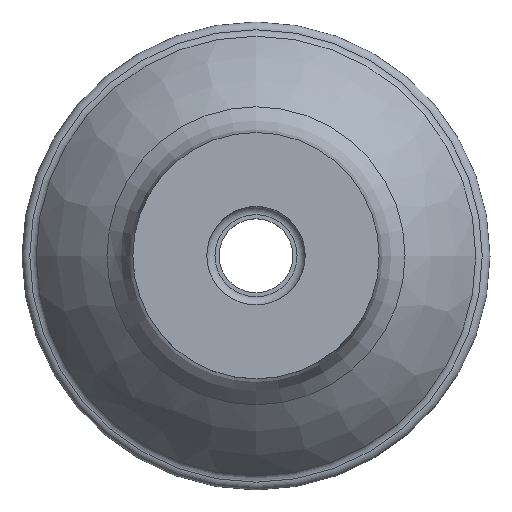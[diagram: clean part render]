
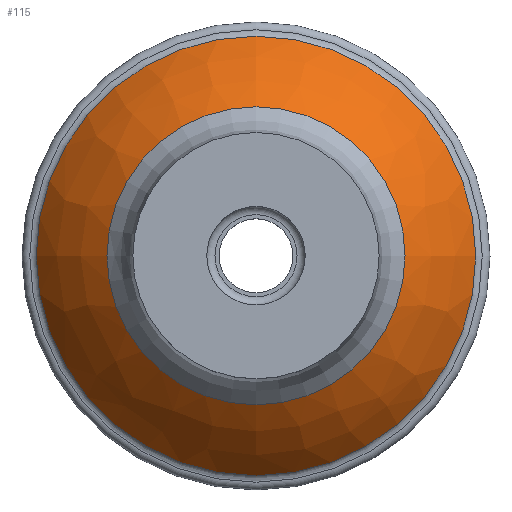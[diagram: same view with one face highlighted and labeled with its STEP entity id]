
A CAD part, top view. The second image highlights one B-rep face of the part: STEP entity #115.
In plain terms, the highlighted free-form (B-spline) face has degree [3, 3] with [4, 7] control points.
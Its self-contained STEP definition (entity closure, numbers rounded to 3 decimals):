
#115 = ADVANCED_FACE( '', ( #217, #218 ), #219, .T. );
#217 = FACE_OUTER_BOUND( '', #541, .T. );
#218 = FACE_OUTER_BOUND( '', #542, .T. );
#219 = ( B_SPLINE_SURFACE( 3, 3, ( ( #544, #545, #546, #547, #548, #549, #550 ), ( #551, #552, #553, #554, #555, #556, #557 ), ( #558, #559, #560, #561, #562, #563, #564 ), ( #565, #566, #567, #568, #569, #570, #571 ) ), .UNSPECIFIED., .F., .T., .F. )B_SPLINE_SURFACE_WITH_KNOTS( ( 4, 4 ), ( 4, 3, 4 ), ( 0., 6.283 ), ( -0.92, -0.742, -0.564 ), .UNSPECIFIED. )RATIONAL_B_SPLINE_SURFACE( ( ( 1., 0.333, 0.333, 1., 0.333, 0.333, 1. ), ( 0.989, 0.33, 0.33, 0.989, 0.33, 0.33, 0.989 ), ( 0.989, 0.33, 0.33, 0.989, 0.33, 0.33, 0.989 ), ( 1., 0.333, 0.333, 1., 0.333, 0.333, 1. ) ) )BOUNDED_SURFACE(  )REPRESENTATION_ITEM( '' )GEOMETRIC_REPRESENTATION_ITEM(  )SURFACE(  ) );
#541 = EDGE_LOOP( '', ( #837 ) );
#542 = EDGE_LOOP( '', ( #838 ) );
#544 = CARTESIAN_POINT( '', ( -13.38, 0., 1.231 ) );
#545 = CARTESIAN_POINT( '', ( -13.38, 26.76, 1.231 ) );
#546 = CARTESIAN_POINT( '', ( 13.38, 26.76, 1.231 ) );
#547 = CARTESIAN_POINT( '', ( 13.38, 0., 1.231 ) );
#548 = CARTESIAN_POINT( '', ( 13.38, -26.76, 1.231 ) );
#549 = CARTESIAN_POINT( '', ( -13.38, -26.76, 1.231 ) );
#550 = CARTESIAN_POINT( '', ( -13.38, 0., 1.231 ) );
#551 = CARTESIAN_POINT( '', ( -12.233, 0., 3.045 ) );
#552 = CARTESIAN_POINT( '', ( -12.233, 24.466, 3.045 ) );
#553 = CARTESIAN_POINT( '', ( 12.233, 24.466, 3.045 ) );
#554 = CARTESIAN_POINT( '', ( 12.233, 0., 3.045 ) );
#555 = CARTESIAN_POINT( '', ( 12.233, -24.466, 3.045 ) );
#556 = CARTESIAN_POINT( '', ( -12.233, -24.466, 3.045 ) );
#557 = CARTESIAN_POINT( '', ( -12.233, 0., 3.045 ) );
#558 = CARTESIAN_POINT( '', ( -10.783, 0., 4.626 ) );
#559 = CARTESIAN_POINT( '', ( -10.783, 21.566, 4.626 ) );
#560 = CARTESIAN_POINT( '', ( 10.783, 21.566, 4.626 ) );
#561 = CARTESIAN_POINT( '', ( 10.783, 0., 4.626 ) );
#562 = CARTESIAN_POINT( '', ( 10.783, -21.566, 4.626 ) );
#563 = CARTESIAN_POINT( '', ( -10.783, -21.566, 4.626 ) );
#564 = CARTESIAN_POINT( '', ( -10.783, 0., 4.626 ) );
#565 = CARTESIAN_POINT( '', ( -9.076, 0., 5.926 ) );
#566 = CARTESIAN_POINT( '', ( -9.076, 18.152, 5.926 ) );
#567 = CARTESIAN_POINT( '', ( 9.076, 18.152, 5.926 ) );
#568 = CARTESIAN_POINT( '', ( 9.076, 0., 5.926 ) );
#569 = CARTESIAN_POINT( '', ( 9.076, -18.152, 5.926 ) );
#570 = CARTESIAN_POINT( '', ( -9.076, -18.152, 5.926 ) );
#571 = CARTESIAN_POINT( '', ( -9.076, 0., 5.926 ) );
#837 = ORIENTED_EDGE( '', *, *, #954, .T. );
#838 = ORIENTED_EDGE( '', *, *, #957, .T. );
#954 = EDGE_CURVE( '', #1093, #1093, #1094, .F. );
#957 = EDGE_CURVE( '', #1099, #1099, #1100, .T. );
#1093 = VERTEX_POINT( '', #1705 );
#1094 = CIRCLE( '', #1706, 13.38 );
#1099 = VERTEX_POINT( '', #1711 );
#1100 = CIRCLE( '', #1712, 9.076 );
#1705 = CARTESIAN_POINT( '', ( -13.38, 0., 1.231 ) );
#1706 = AXIS2_PLACEMENT_3D( '', #1778, #1779, #1780 );
#1711 = CARTESIAN_POINT( '', ( -9.076, 0., 5.926 ) );
#1712 = AXIS2_PLACEMENT_3D( '', #1787, #1788, #1789 );
#1778 = CARTESIAN_POINT( '', ( 0., 0., 1.231 ) );
#1779 = DIRECTION( '', ( 0., 0., -1. ) );
#1780 = DIRECTION( '', ( -1., 0., 0. ) );
#1787 = CARTESIAN_POINT( '', ( 0., 0., 5.926 ) );
#1788 = DIRECTION( '', ( 0., 0., -1. ) );
#1789 = DIRECTION( '', ( -1., 0., 0. ) );
